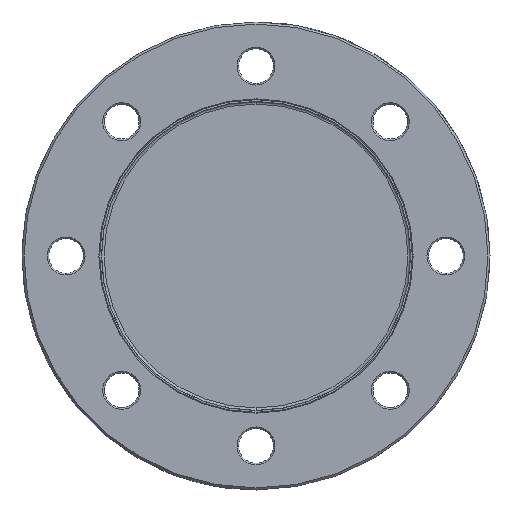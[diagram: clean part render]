
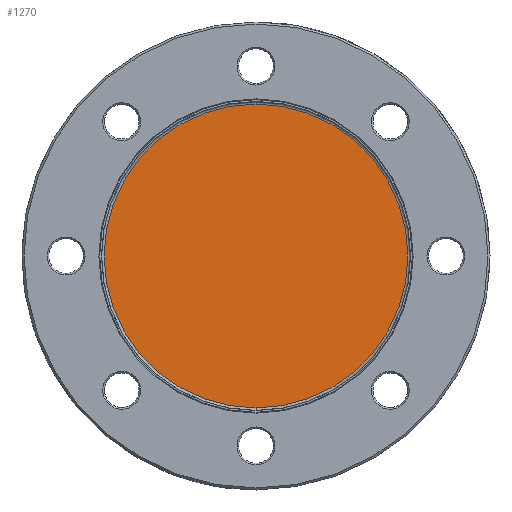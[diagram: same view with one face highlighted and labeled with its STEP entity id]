
A CAD part, front view. The second image highlights one B-rep face of the part: STEP entity #1270.
In plain terms, the highlighted planar face has unit normal (0, -1, 0).
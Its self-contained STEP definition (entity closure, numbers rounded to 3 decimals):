
#86 = AXIS2_PLACEMENT_3D ( 'NONE', #2702, #2701, #2700 ) ;
#324 = CIRCLE ( 'NONE', #1036, 36.85 ) ;
#1033 = EDGE_CURVE ( 'NONE', #3456, #1181, #2174, .T. ) ;
#1036 = AXIS2_PLACEMENT_3D ( 'NONE', #1773, #3193, #1709 ) ;
#1181 = VERTEX_POINT ( 'NONE', #2406 ) ;
#1270 = ADVANCED_FACE ( 'NONE', ( #3219 ), #2153, .F. ) ;
#1506 = AXIS2_PLACEMENT_3D ( 'NONE', #2088, #2085, #2082 ) ;
#1709 = DIRECTION ( 'NONE',  ( 0., 0., -1. ) ) ;
#1773 = CARTESIAN_POINT ( 'NONE',  ( 0., 0.6, 0. ) ) ;
#1907 = ORIENTED_EDGE ( 'NONE', *, *, #3072, .T. ) ;
#2082 = DIRECTION ( 'NONE',  ( 0., 0., 1. ) ) ;
#2085 = DIRECTION ( 'NONE',  ( 0., 1., 0. ) ) ;
#2088 = CARTESIAN_POINT ( 'NONE',  ( -36.85, 0.6, 0. ) ) ;
#2153 = PLANE ( 'NONE',  #1506 ) ;
#2174 = CIRCLE ( 'NONE', #86, 36.85 ) ;
#2406 = CARTESIAN_POINT ( 'NONE',  ( 0., 0.6, -36.85 ) ) ;
#2669 = ORIENTED_EDGE ( 'NONE', *, *, #1033, .T. ) ;
#2700 = DIRECTION ( 'NONE',  ( 0., 0., -1. ) ) ;
#2701 = DIRECTION ( 'NONE',  ( 0., -1., 0. ) ) ;
#2702 = CARTESIAN_POINT ( 'NONE',  ( 0., 0.6, 0. ) ) ;
#3072 = EDGE_CURVE ( 'NONE', #1181, #3456, #324, .T. ) ;
#3193 = DIRECTION ( 'NONE',  ( 0., -1., 0. ) ) ;
#3219 = FACE_OUTER_BOUND ( 'NONE', #3558, .T. ) ;
#3456 = VERTEX_POINT ( 'NONE', #3920 ) ;
#3558 = EDGE_LOOP ( 'NONE', ( #1907, #2669 ) ) ;
#3920 = CARTESIAN_POINT ( 'NONE',  ( 0., 0.6, 36.85 ) ) ;
